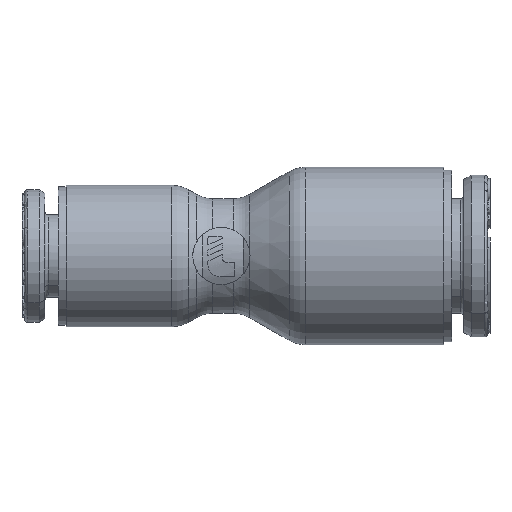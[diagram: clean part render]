
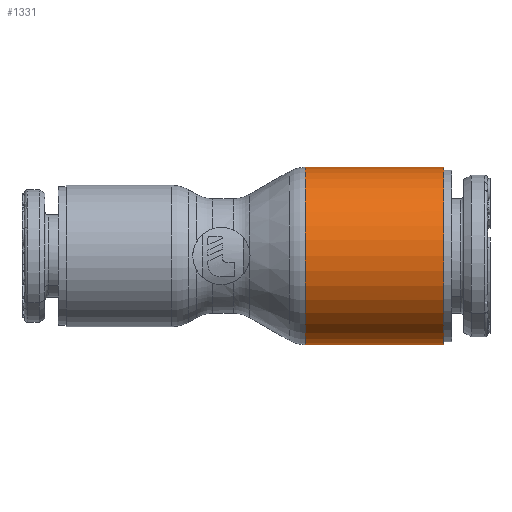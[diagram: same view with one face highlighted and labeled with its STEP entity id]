
A CAD part, top view. The second image highlights one B-rep face of the part: STEP entity #1331.
In plain terms, the highlighted cylindrical face has radius 5.425 mm (diameter 10.85 mm), a partial arc.
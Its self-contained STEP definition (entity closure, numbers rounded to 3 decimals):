
#1331=ADVANCED_FACE('',(#3700),#3701,.T.);
#3700=FACE_OUTER_BOUND('',#9380,.T.);
#3701=CYLINDRICAL_SURFACE('',#9381,5.425);
#9380=EDGE_LOOP('',(#18520,#18521,#18522,#18523));
#9381=AXIS2_PLACEMENT_3D('',#18524,#18525,#18526);
#18520=ORIENTED_EDGE('',*,*,#22399,.F.);
#18521=ORIENTED_EDGE('',*,*,#22400,.F.);
#18522=ORIENTED_EDGE('',*,*,#22401,.T.);
#18523=ORIENTED_EDGE('',*,*,#22402,.F.);
#18524=CARTESIAN_POINT('',(-10.655,0.0,0.0));
#18525=DIRECTION('',(-1.0,-0.0,0.0));
#18526=DIRECTION('',(0.0,-1.0,0.0));
#22399=EDGE_CURVE('',#27389,#27390,#27391,.T.);
#22400=EDGE_CURVE('',#27392,#27389,#27393,.T.);
#22401=EDGE_CURVE('',#27392,#27394,#27395,.T.);
#22402=EDGE_CURVE('',#27390,#27394,#27396,.T.);
#27389=VERTEX_POINT('',#37418);
#27390=VERTEX_POINT('',#37419);
#27391=LINE('',#37420,#37421);
#27392=VERTEX_POINT('',#37422);
#27393=CIRCLE('',#37423,5.425);
#27394=VERTEX_POINT('',#37424);
#27395=LINE('',#37425,#37426);
#27396=CIRCLE('',#37427,5.425);
#37418=CARTESIAN_POINT('',(13.6,-5.425,0.0));
#37419=CARTESIAN_POINT('',(5.136,-5.425,-0.002));
#37420=CARTESIAN_POINT('',(13.6,-5.425,0.0));
#37421=VECTOR('',#42040,8.464);
#37422=CARTESIAN_POINT('',(13.6,5.425,0.0));
#37423=AXIS2_PLACEMENT_3D('',#42041,#42042,#42043);
#37424=CARTESIAN_POINT('',(5.136,5.425,0.002));
#37425=CARTESIAN_POINT('',(13.6,5.425,0.0));
#37426=VECTOR('',#42044,8.464);
#37427=AXIS2_PLACEMENT_3D('',#42045,#42046,#42047);
#42040=DIRECTION('',(-1.0,0.0,0.0));
#42041=CARTESIAN_POINT('',(13.6,0.0,0.0));
#42042=DIRECTION('',(1.0,0.0,0.0));
#42043=DIRECTION('',(0.0,1.0,0.0));
#42044=DIRECTION('',(-1.0,0.0,0.0));
#42045=CARTESIAN_POINT('',(5.136,0.0,0.0));
#42046=DIRECTION('',(-1.0,0.0,0.0));
#42047=DIRECTION('',(0.0,-1.0,0.0));
